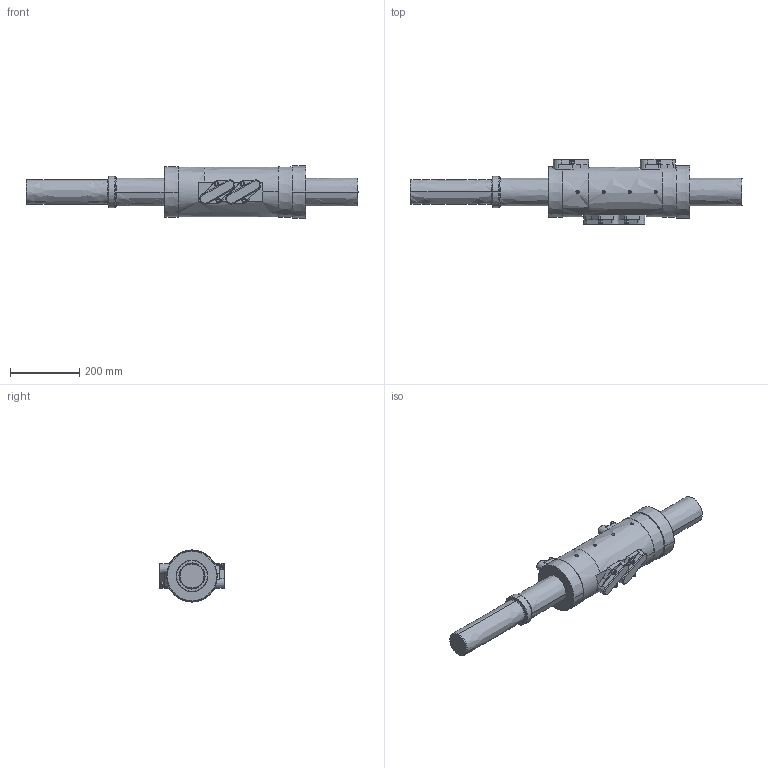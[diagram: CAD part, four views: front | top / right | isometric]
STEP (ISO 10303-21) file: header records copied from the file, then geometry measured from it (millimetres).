
FILE_DESCRIPTION((''),'2;1');
FILE_NAME('00_HSP8025FK_ASM','2022-07-13T15:45:17',('10019049'),(''),'CREO PARAMETRIC BY PTC INC, 2019080','CREO PARAMETRIC BY PTC INC, 2019080','');
FILE_SCHEMA(('CONFIG_CONTROL_DESIGN'));
Length unit declared in the file: millimetre
Products named in the file (6): NUT_HSP8025FK; ST_HSP8025FK; LOCKER_HSP8025FK; __8_0001; _M820_0001; 00_HSP8025FK_ASM
Assembly tree (22 placements, depth 2):
  00_HSP8025FK_ASM
    NUT_HSP8025FK
    ST_HSP8025FK
    LOCKER_HSP8025FK  x4
    __8_0001  x8
    _M820_0001  x8
Bounding box: 957 x 190 x 150 mm (x, y, z)
Surface area: 646592.7 mm2 (no closed solid volume)
Topology: 0 solids, 0 shells, 613 faces, 2780 edges, 2720 vertices
Faces by surface type: bspline 561, torus 52
Entity records: 24584 total; most frequent: CARTESIAN_POINT 14313, DIRECTION 1710, TRIMMED_CURVE 1395, VECTOR 1160, LINE 1160, DEFINITIONAL_REPRESENTATION 1060, PCURVE 1060, COMPOSITE_CURVE_SEGMENT 1060
